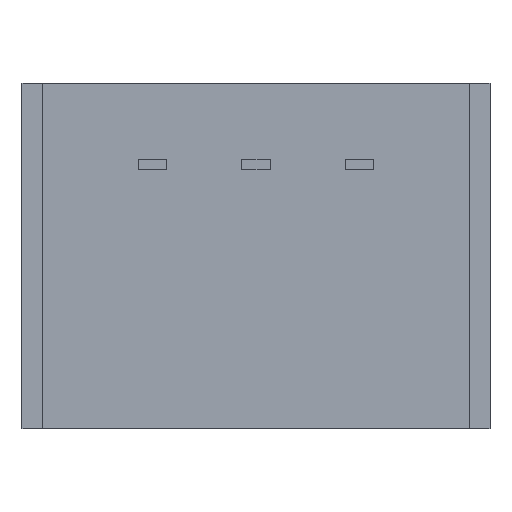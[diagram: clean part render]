
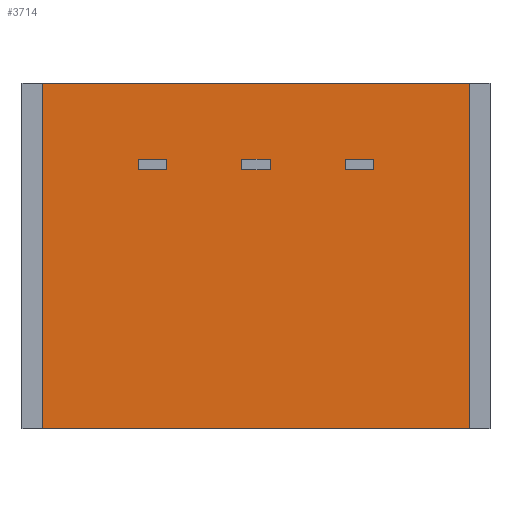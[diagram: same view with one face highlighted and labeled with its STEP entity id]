
A CAD part, front view. The second image highlights one B-rep face of the part: STEP entity #3714.
In plain terms, the highlighted planar face has unit normal (0, -1, 0).
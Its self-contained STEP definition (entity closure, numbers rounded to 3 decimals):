
#108 = PLANE ( 'NONE',  #2833 ) ;
#122 = VERTEX_POINT ( 'NONE', #3953 ) ;
#298 = ORIENTED_EDGE ( 'NONE', *, *, #1387, .T. ) ;
#392 = VECTOR ( 'NONE', #4288, 1000. ) ;
#457 = VECTOR ( 'NONE', #1017, 1000. ) ;
#484 = EDGE_LOOP ( 'NONE', ( #2582, #1623, #3586, #298 ) ) ;
#509 = DIRECTION ( 'NONE',  ( 0., 1., 0. ) ) ;
#650 = EDGE_CURVE ( 'NONE', #122, #3364, #2326, .T. ) ;
#666 = VECTOR ( 'NONE', #4325, 1000. ) ;
#672 = LINE ( 'NONE', #4238, #392 ) ;
#1017 = DIRECTION ( 'NONE',  ( 0., 0., 1. ) ) ;
#1032 = CARTESIAN_POINT ( 'NONE',  ( 5.25, 0.51, -4.25 ) ) ;
#1047 = VECTOR ( 'NONE', #3382, 1000. ) ;
#1317 = LINE ( 'NONE', #2220, #666 ) ;
#1387 = EDGE_CURVE ( 'NONE', #2068, #122, #1317, .T. ) ;
#1433 = CARTESIAN_POINT ( 'NONE',  ( -5.25, 0.51, -4.25 ) ) ;
#1623 = ORIENTED_EDGE ( 'NONE', *, *, #4001, .T. ) ;
#1772 = EDGE_CURVE ( 'NONE', #3723, #2068, #3386, .T. ) ;
#1967 = CARTESIAN_POINT ( 'NONE',  ( -5.25, 0.51, -4.25 ) ) ;
#2068 = VERTEX_POINT ( 'NONE', #1433 ) ;
#2220 = CARTESIAN_POINT ( 'NONE',  ( -5.25, 0.51, -4.25 ) ) ;
#2237 = CARTESIAN_POINT ( 'NONE',  ( -5.25, 0.51, 4.25 ) ) ;
#2326 = LINE ( 'NONE', #1032, #457 ) ;
#2582 = ORIENTED_EDGE ( 'NONE', *, *, #650, .T. ) ;
#2636 = CARTESIAN_POINT ( 'NONE',  ( 0., 0.51, 0. ) ) ;
#2783 = CARTESIAN_POINT ( 'NONE',  ( 5.25, 0.51, 4.25 ) ) ;
#2833 = AXIS2_PLACEMENT_3D ( 'NONE', #2636, #509, #2911 ) ;
#2911 = DIRECTION ( 'NONE',  ( 0., 0., 1. ) ) ;
#3364 = VERTEX_POINT ( 'NONE', #2783 ) ;
#3382 = DIRECTION ( 'NONE',  ( 0., 0., -1. ) ) ;
#3386 = LINE ( 'NONE', #1967, #1047 ) ;
#3586 = ORIENTED_EDGE ( 'NONE', *, *, #1772, .T. ) ;
#3714 = ADVANCED_FACE ( 'NONE', ( #4291 ), #108, .F. ) ;
#3723 = VERTEX_POINT ( 'NONE', #2237 ) ;
#3953 = CARTESIAN_POINT ( 'NONE',  ( 5.25, 0.51, -4.25 ) ) ;
#4001 = EDGE_CURVE ( 'NONE', #3364, #3723, #672, .T. ) ;
#4238 = CARTESIAN_POINT ( 'NONE',  ( -5.25, 0.51, 4.25 ) ) ;
#4288 = DIRECTION ( 'NONE',  ( -1., 0., 0. ) ) ;
#4291 = FACE_OUTER_BOUND ( 'NONE', #484, .T. ) ;
#4325 = DIRECTION ( 'NONE',  ( 1., 0., 0. ) ) ;
